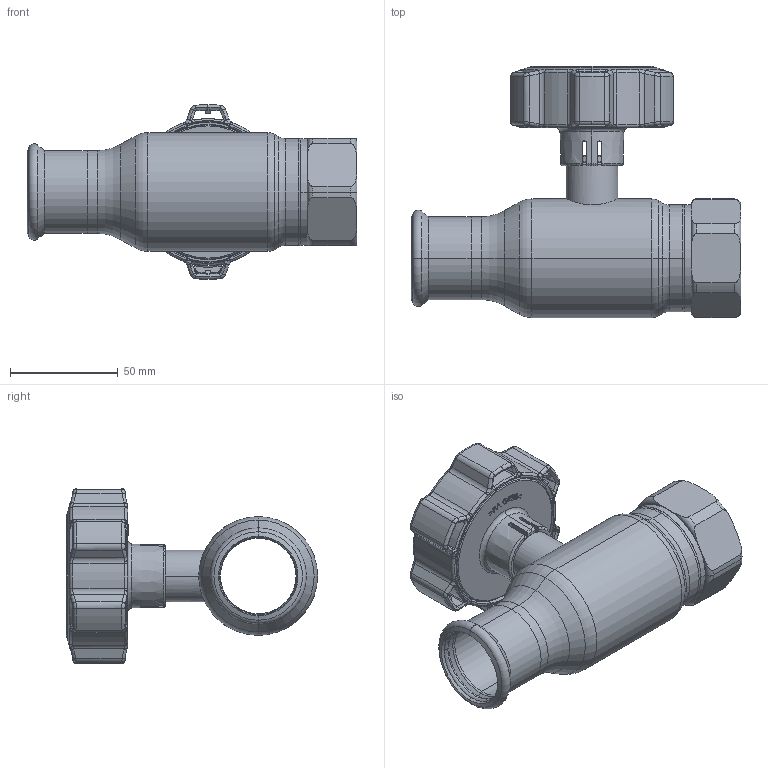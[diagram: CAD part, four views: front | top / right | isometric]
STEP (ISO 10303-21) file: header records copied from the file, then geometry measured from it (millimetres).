
FILE_DESCRIPTION (( 'STEP AP214' ), '1' );
FILE_NAME ('2032001000-0200.step', '2024-01-16T09:09:56', ( '' ), ( '' ), 'SwSTEP 2.0', 'SolidWorks 2021', '' );
FILE_SCHEMA (( 'AUTOMOTIVE_DESIGN' ));
Length unit declared in the file: millimetre
Products named in the file (1): 2032001000-0200
Bounding box: 152.8 x 116.35 x 81 mm (x, y, z)
Surface area: 60621.3 mm2 (no closed solid volume)
Topology: 0 solids, 17 shells, 573 faces, 1807 edges, 1209 vertices
Faces by surface type: bspline 181, cylinder 146, plane 103, cone 76, torus 66, sphere 1
Entity records: 37083 total; most frequent: CARTESIAN_POINT 16947, ORIENTED_EDGE 3048, DIRECTION 2306, EDGE_CURVE 1805, VERTEX_POINT 1209, AXIS2_PLACEMENT_3D 911, B_SPLINE_CURVE_WITH_KNOTS 759, EDGE_LOOP 605
